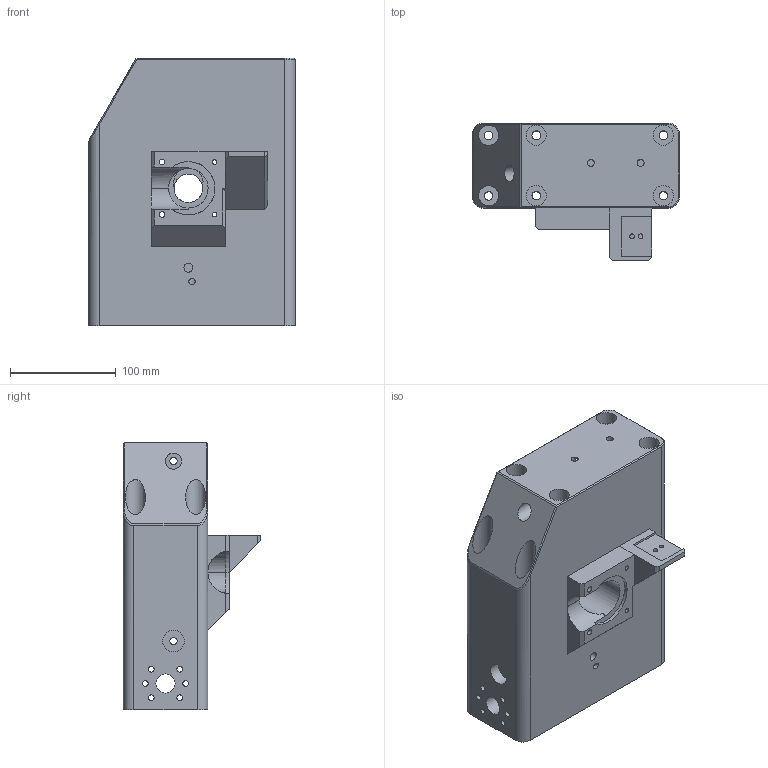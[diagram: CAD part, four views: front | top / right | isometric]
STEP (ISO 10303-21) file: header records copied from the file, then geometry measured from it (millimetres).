
FILE_DESCRIPTION(('FreeCAD Model'),'2;1');
FILE_NAME('Open CASCADE Shape Model','2025-04-29T08:15:03',('Author'),( ''),'Open CASCADE STEP processor 7.8','FreeCAD','Unknown');
FILE_SCHEMA(('AUTOMOTIVE_DESIGN { 1 0 10303 214 1 1 1 1 }'));
Length unit declared in the file: millimetre
Products named in the file (1): Chamfer005
Bounding box: 195 x 130 x 253 mm (x, y, z)
Volume: 2921052.9 mm3; surface area: 313959.8 mm2
Topology: 1 solids, 1 shells, 228 faces, 571 edges, 375 vertices
Faces by surface type: plane 158, cylinder 66, bspline 2, cone 2
Full cylindrical faces by diameter (mm): 4.4 x8, 5.4 x8, 6 x1, 6.4 x2, 6.6 x2, 6.8 x4, 8.2 x8, 12.2 x2, 15.2 x2, 15.4 x2, 18 x1, 19 x6, 20.5 x2, 27 x1, 29 x1
Entity records: 7641 total; most frequent: CARTESIAN_POINT 1945, DIRECTION 1148, ORIENTED_EDGE 1142, EDGE_CURVE 571, LINE 406, VECTOR 406, VERTEX_POINT 375, AXIS2_PLACEMENT_3D 371
